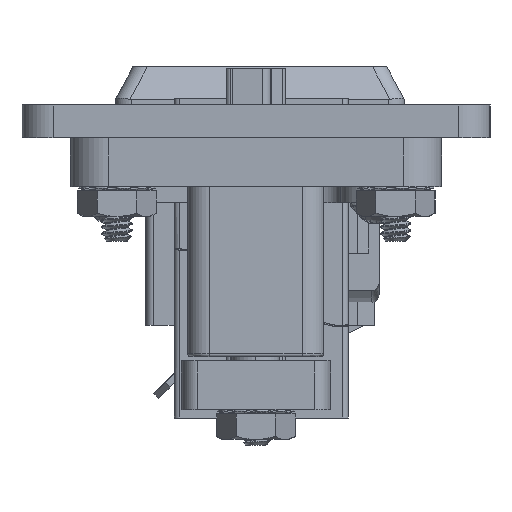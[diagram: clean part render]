
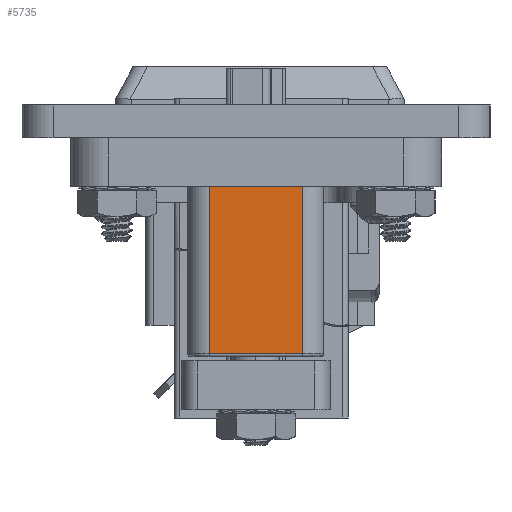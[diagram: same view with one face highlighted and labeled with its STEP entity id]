
A CAD part, left-side view. The second image highlights one B-rep face of the part: STEP entity #5735.
In plain terms, the highlighted planar face has unit normal (-1, 0, 0).
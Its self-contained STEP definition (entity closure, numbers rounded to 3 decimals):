
#597 = DIRECTION ( 'NONE',  ( 0., -1., 0. ) ) ;
#960 = VERTEX_POINT ( 'NONE', #68062 ) ;
#1699 = LINE ( 'NONE', #51504, #68412 ) ;
#3222 = ORIENTED_EDGE ( 'NONE', *, *, #64806, .T. ) ;
#5090 = FACE_OUTER_BOUND ( 'NONE', #15190, .T. ) ;
#5735 = ADVANCED_FACE ( 'NONE', ( #5090 ), #44843, .T. ) ;
#8368 = EDGE_CURVE ( 'NONE', #960, #10221, #27453, .T. ) ;
#10221 = VERTEX_POINT ( 'NONE', #40602 ) ;
#15190 = EDGE_LOOP ( 'NONE', ( #49304, #40483, #36655, #3222 ) ) ;
#15283 = DIRECTION ( 'NONE',  ( 0., 0., -1. ) ) ;
#20871 = CARTESIAN_POINT ( 'NONE',  ( -15.875, 9.068, -16.993 ) ) ;
#27453 = LINE ( 'NONE', #38936, #29571 ) ;
#29571 = VECTOR ( 'NONE', #61644, 1000. ) ;
#30314 = VECTOR ( 'NONE', #69441, 1000. ) ;
#33720 = CARTESIAN_POINT ( 'NONE',  ( -15.875, 0.432, -16.993 ) ) ;
#33815 = VERTEX_POINT ( 'NONE', #35505 ) ;
#35505 = CARTESIAN_POINT ( 'NONE',  ( -15.875, 9.068, 2.819 ) ) ;
#36655 = ORIENTED_EDGE ( 'NONE', *, *, #67490, .T. ) ;
#38936 = CARTESIAN_POINT ( 'NONE',  ( -15.875, 0.432, -16.993 ) ) ;
#40483 = ORIENTED_EDGE ( 'NONE', *, *, #63369, .T. ) ;
#40602 = CARTESIAN_POINT ( 'NONE',  ( -15.875, 0.432, -16.739 ) ) ;
#42006 = VERTEX_POINT ( 'NONE', #43412 ) ;
#43412 = CARTESIAN_POINT ( 'NONE',  ( -15.875, 9.068, -16.739 ) ) ;
#44843 = PLANE ( 'NONE',  #72026 ) ;
#46370 = LINE ( 'NONE', #52331, #30314 ) ;
#49304 = ORIENTED_EDGE ( 'NONE', *, *, #8368, .F. ) ;
#51162 = DIRECTION ( 'NONE',  ( 0., 0., 1. ) ) ;
#51504 = CARTESIAN_POINT ( 'NONE',  ( -15.875, 0.432, -16.739 ) ) ;
#52331 = CARTESIAN_POINT ( 'NONE',  ( -15.875, 0.432, 2.819 ) ) ;
#61644 = DIRECTION ( 'NONE',  ( 0., 0., -1. ) ) ;
#63369 = EDGE_CURVE ( 'NONE', #960, #33815, #46370, .T. ) ;
#64806 = EDGE_CURVE ( 'NONE', #42006, #10221, #1699, .T. ) ;
#67490 = EDGE_CURVE ( 'NONE', #33815, #42006, #72903, .T. ) ;
#67922 = DIRECTION ( 'NONE',  ( -1., 0., 0. ) ) ;
#68062 = CARTESIAN_POINT ( 'NONE',  ( -15.875, 0.432, 2.819 ) ) ;
#68412 = VECTOR ( 'NONE', #597, 1000. ) ;
#69441 = DIRECTION ( 'NONE',  ( 0., 1., 0. ) ) ;
#69617 = VECTOR ( 'NONE', #15283, 1000. ) ;
#72026 = AXIS2_PLACEMENT_3D ( 'NONE', #33720, #67922, #51162 ) ;
#72903 = LINE ( 'NONE', #20871, #69617 ) ;
